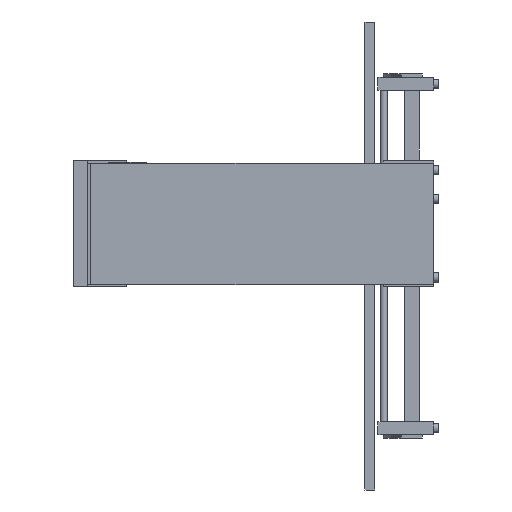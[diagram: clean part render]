
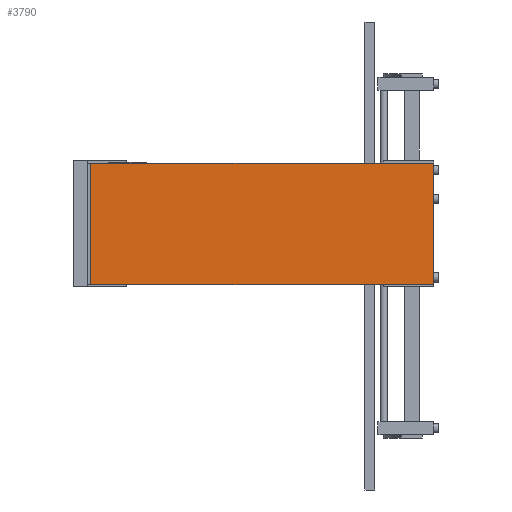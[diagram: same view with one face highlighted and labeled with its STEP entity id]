
A CAD part, left-side view. The second image highlights one B-rep face of the part: STEP entity #3790.
In plain terms, the highlighted planar face has unit normal (-1, 0, 0).
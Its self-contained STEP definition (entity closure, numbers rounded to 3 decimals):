
#189=FACE_OUTER_BOUND('',#434,.T.);
#434=EDGE_LOOP('',(#2537,#2538,#2539,#2540));
#709=LINE('',#5487,#1183);
#713=LINE('',#5494,#1187);
#714=LINE('',#5497,#1188);
#715=LINE('',#5498,#1189);
#1183=VECTOR('',#4408,10.);
#1187=VECTOR('',#4414,10.);
#1188=VECTOR('',#4417,10.);
#1189=VECTOR('',#4418,10.);
#1653=VERTEX_POINT('',#5484);
#1654=VERTEX_POINT('',#5486);
#1656=VERTEX_POINT('',#5492);
#1657=VERTEX_POINT('',#5496);
#1995=EDGE_CURVE('',#1653,#1654,#709,.T.);
#1999=EDGE_CURVE('',#1653,#1656,#713,.T.);
#2000=EDGE_CURVE('',#1657,#1656,#714,.T.);
#2001=EDGE_CURVE('',#1654,#1657,#715,.T.);
#2537=ORIENTED_EDGE('',*,*,#1999,.T.);
#2538=ORIENTED_EDGE('',*,*,#2000,.F.);
#2539=ORIENTED_EDGE('',*,*,#2001,.F.);
#2540=ORIENTED_EDGE('',*,*,#1995,.F.);
#3572=PLANE('',#4088);
#3790=ADVANCED_FACE('',(#189),#3572,.T.);
#4088=AXIS2_PLACEMENT_3D('',#5495,#4415,#4416);
#4408=DIRECTION('',(0.,1.,0.));
#4414=DIRECTION('',(0.,0.,1.));
#4415=DIRECTION('center_axis',(-1.,0.,0.));
#4416=DIRECTION('ref_axis',(0.,-1.,0.));
#4417=DIRECTION('',(0.,-1.,0.));
#4418=DIRECTION('',(0.,0.,1.));
#5484=CARTESIAN_POINT('',(0.,0.,-85.));
#5486=CARTESIAN_POINT('',(0.,480.,-85.));
#5487=CARTESIAN_POINT('',(0.,480.,-85.));
#5492=CARTESIAN_POINT('',(0.,0.,85.));
#5494=CARTESIAN_POINT('',(0.,0.,0.));
#5495=CARTESIAN_POINT('Origin',(0.,480.,0.));
#5496=CARTESIAN_POINT('',(0.,480.,85.));
#5497=CARTESIAN_POINT('',(0.,480.,85.));
#5498=CARTESIAN_POINT('',(0.,480.,0.));
